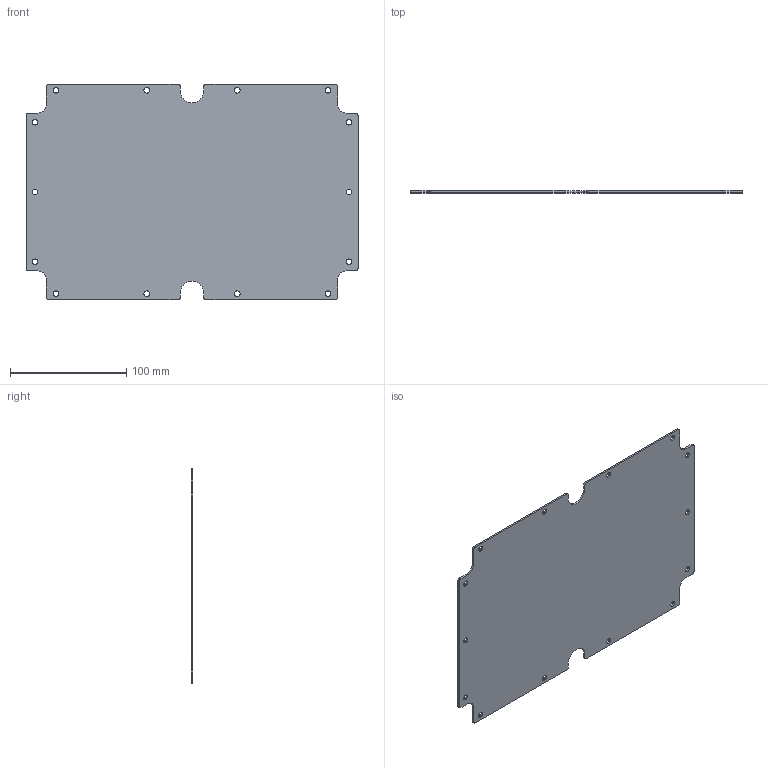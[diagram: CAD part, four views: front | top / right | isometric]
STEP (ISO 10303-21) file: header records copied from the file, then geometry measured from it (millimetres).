
FILE_DESCRIPTION (( 'STEP AP203' ), '1' );
FILE_NAME ('1554XPL.step', '2020-11-14T12:51:54', ( 'ADC123' ), ( 'Microsoft' ), 'SwSTEP 2.0', 'SolidWorks 2019', '' );
FILE_SCHEMA (( 'CONFIG_CONTROL_DESIGN' ));
Length unit declared in the file: inch
Products named in the file (1): 1554XPL
Bounding box: 285 x 1.63 x 185 mm (x, y, z)
Volume: 81649.5 mm3; surface area: 102361.5 mm2
Topology: 1 solids, 1 shells, 52 faces, 150 edges, 100 vertices
Faces by surface type: cylinder 32, plane 20
Full cylindrical faces by diameter (mm): 4.763 x14
Entity records: 1803 total; most frequent: DIRECTION 306, CARTESIAN_POINT 289, ORIENTED_EDGE 272, EDGE_CURVE 136, AXIS2_PLACEMENT_3D 117, VERTEX_POINT 100, EDGE_LOOP 94, LINE 72
